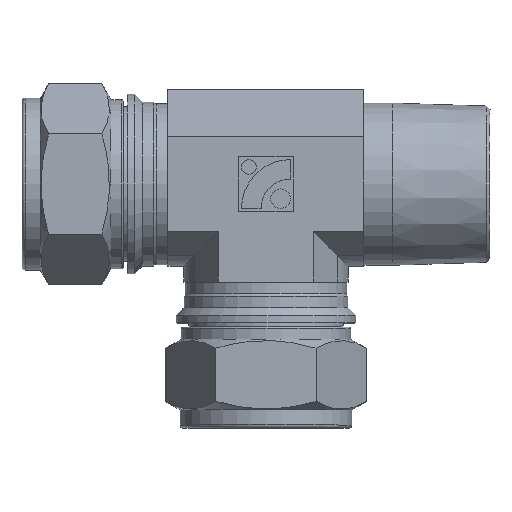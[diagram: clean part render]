
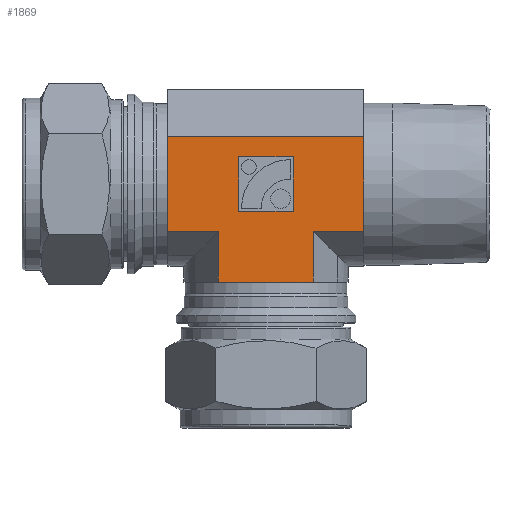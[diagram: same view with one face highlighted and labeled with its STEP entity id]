
A CAD part, top view. The second image highlights one B-rep face of the part: STEP entity #1869.
In plain terms, the highlighted planar face has unit normal (0, 0, 1).
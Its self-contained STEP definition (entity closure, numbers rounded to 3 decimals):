
#38=FACE_BOUND('',#433,.T.);
#301=FACE_OUTER_BOUND('',#432,.T.);
#432=EDGE_LOOP('',(#1582,#1583,#1584,#1585,#1586,#1587,#1588,#1589));
#433=EDGE_LOOP('',(#1590,#1591,#1592,#1593));
#546=LINE('',#3197,#676);
#549=LINE('',#3203,#679);
#552=LINE('',#3209,#682);
#555=LINE('',#3213,#685);
#556=LINE('',#3218,#686);
#557=LINE('',#3220,#687);
#558=LINE('',#3222,#688);
#559=LINE('',#3224,#689);
#560=LINE('',#3226,#690);
#561=LINE('',#3228,#691);
#562=LINE('',#3230,#692);
#563=LINE('',#3231,#693);
#676=VECTOR('',#2582,10.);
#679=VECTOR('',#2587,10.);
#682=VECTOR('',#2592,10.);
#685=VECTOR('',#2597,10.);
#686=VECTOR('',#2602,10.);
#687=VECTOR('',#2603,10.);
#688=VECTOR('',#2604,10.);
#689=VECTOR('',#2605,10.);
#690=VECTOR('',#2606,10.);
#691=VECTOR('',#2607,10.);
#692=VECTOR('',#2608,10.);
#693=VECTOR('',#2609,10.);
#882=VERTEX_POINT('',#3194);
#883=VERTEX_POINT('',#3196);
#885=VERTEX_POINT('',#3202);
#887=VERTEX_POINT('',#3208);
#888=VERTEX_POINT('',#3216);
#889=VERTEX_POINT('',#3217);
#890=VERTEX_POINT('',#3219);
#891=VERTEX_POINT('',#3221);
#892=VERTEX_POINT('',#3223);
#893=VERTEX_POINT('',#3225);
#894=VERTEX_POINT('',#3227);
#895=VERTEX_POINT('',#3229);
#1121=EDGE_CURVE('',#883,#882,#546,.T.);
#1124=EDGE_CURVE('',#885,#883,#549,.T.);
#1127=EDGE_CURVE('',#887,#885,#552,.T.);
#1130=EDGE_CURVE('',#882,#887,#555,.T.);
#1131=EDGE_CURVE('',#888,#889,#556,.T.);
#1132=EDGE_CURVE('',#888,#890,#557,.T.);
#1133=EDGE_CURVE('',#890,#891,#558,.T.);
#1134=EDGE_CURVE('',#891,#892,#559,.T.);
#1135=EDGE_CURVE('',#893,#892,#560,.T.);
#1136=EDGE_CURVE('',#893,#894,#561,.T.);
#1137=EDGE_CURVE('',#894,#895,#562,.T.);
#1138=EDGE_CURVE('',#889,#895,#563,.T.);
#1582=ORIENTED_EDGE('',*,*,#1131,.F.);
#1583=ORIENTED_EDGE('',*,*,#1132,.T.);
#1584=ORIENTED_EDGE('',*,*,#1133,.T.);
#1585=ORIENTED_EDGE('',*,*,#1134,.T.);
#1586=ORIENTED_EDGE('',*,*,#1135,.F.);
#1587=ORIENTED_EDGE('',*,*,#1136,.T.);
#1588=ORIENTED_EDGE('',*,*,#1137,.T.);
#1589=ORIENTED_EDGE('',*,*,#1138,.F.);
#1590=ORIENTED_EDGE('',*,*,#1121,.T.);
#1591=ORIENTED_EDGE('',*,*,#1130,.T.);
#1592=ORIENTED_EDGE('',*,*,#1127,.T.);
#1593=ORIENTED_EDGE('',*,*,#1124,.T.);
#1762=PLANE('',#2104);
#1869=ADVANCED_FACE('',(#301,#38),#1762,.T.);
#2104=AXIS2_PLACEMENT_3D('',#3215,#2600,#2601);
#2582=DIRECTION('',(-1.,0.,0.));
#2587=DIRECTION('',(0.,-1.,0.));
#2592=DIRECTION('',(1.,0.,0.));
#2597=DIRECTION('',(0.,1.,0.));
#2600=DIRECTION('center_axis',(0.,0.,1.));
#2601=DIRECTION('ref_axis',(1.,0.,0.));
#2602=DIRECTION('',(-1.,0.,0.));
#2603=DIRECTION('',(0.,1.,0.));
#2604=DIRECTION('',(-1.,0.,0.));
#2605=DIRECTION('',(0.,-1.,0.));
#2606=DIRECTION('',(-1.,0.,0.));
#2607=DIRECTION('',(0.,-1.,0.));
#2608=DIRECTION('',(1.,0.,0.));
#2609=DIRECTION('',(0.,-1.,0.));
#3194=CARTESIAN_POINT('',(-4.458,-4.458,13.5));
#3196=CARTESIAN_POINT('',(4.458,-4.458,13.5));
#3197=CARTESIAN_POINT('',(-1.337,-4.458,13.5));
#3202=CARTESIAN_POINT('',(4.458,4.458,13.5));
#3203=CARTESIAN_POINT('',(4.458,-6.126,13.5));
#3208=CARTESIAN_POINT('',(-4.458,4.458,13.5));
#3209=CARTESIAN_POINT('',(2.229,4.458,13.5));
#3213=CARTESIAN_POINT('',(-4.458,-1.668,13.5));
#3215=CARTESIAN_POINT('Origin',(0.,-7.794,13.5));
#3216=CARTESIAN_POINT('',(16.1,-7.794,13.5));
#3217=CARTESIAN_POINT('',(7.794,-7.794,13.5));
#3218=CARTESIAN_POINT('',(0.,-7.794,13.5));
#3219=CARTESIAN_POINT('',(16.1,7.794,13.5));
#3220=CARTESIAN_POINT('',(16.1,-7.794,13.5));
#3221=CARTESIAN_POINT('',(-16.1,7.794,13.5));
#3222=CARTESIAN_POINT('',(0.,7.794,13.5));
#3223=CARTESIAN_POINT('',(-16.1,-7.794,13.5));
#3224=CARTESIAN_POINT('',(-16.1,-7.794,13.5));
#3225=CARTESIAN_POINT('',(-7.794,-7.794,13.5));
#3226=CARTESIAN_POINT('',(0.,-7.794,13.5));
#3227=CARTESIAN_POINT('',(-7.794,-16.1,13.5));
#3228=CARTESIAN_POINT('',(-7.794,0.,13.5));
#3229=CARTESIAN_POINT('',(7.794,-16.1,13.5));
#3230=CARTESIAN_POINT('',(7.794,-16.1,13.5));
#3231=CARTESIAN_POINT('',(7.794,0.,13.5));
